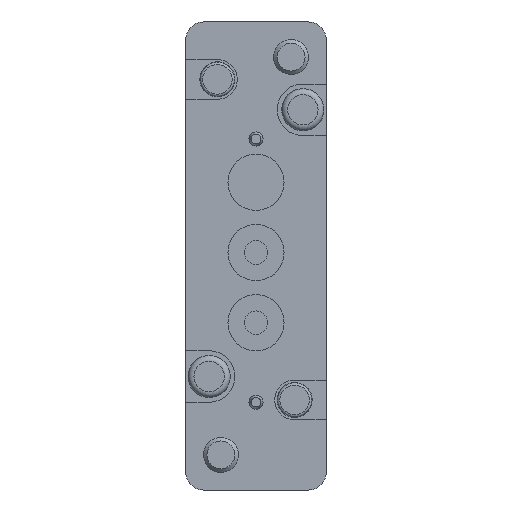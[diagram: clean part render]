
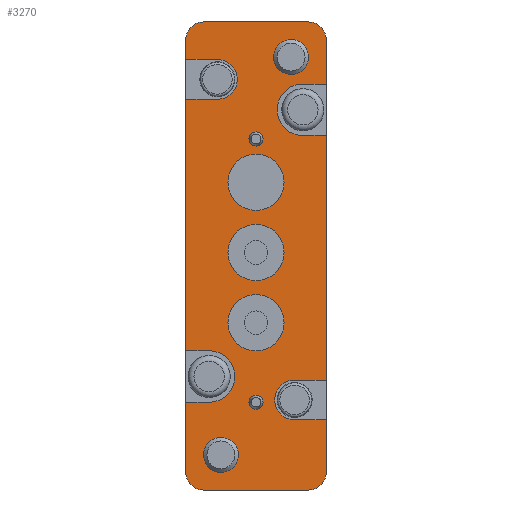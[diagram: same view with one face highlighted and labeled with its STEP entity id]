
A CAD part, front view. The second image highlights one B-rep face of the part: STEP entity #3270.
In plain terms, the highlighted planar face has unit normal (0, -1, 0).
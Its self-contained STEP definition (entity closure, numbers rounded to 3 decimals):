
#108=CIRCLE('',#3502,2.4);
#109=CIRCLE('',#3503,2.4);
#110=CIRCLE('',#3504,2.4);
#111=CIRCLE('',#3505,0.6);
#112=CIRCLE('',#3506,0.6);
#113=CIRCLE('',#3507,1.5);
#114=CIRCLE('',#3508,1.5);
#115=CIRCLE('',#3509,1.7);
#116=CIRCLE('',#3510,2.2);
#117=CIRCLE('',#3511,1.5);
#118=CIRCLE('',#3512,1.5);
#119=CIRCLE('',#3513,1.7);
#120=CIRCLE('',#3514,2.2);
#121=CIRCLE('',#3515,1.5);
#122=CIRCLE('',#3516,1.5);
#367=ORIENTED_EDGE('',*,*,#1286,.F.);
#368=ORIENTED_EDGE('',*,*,#1287,.F.);
#369=ORIENTED_EDGE('',*,*,#1288,.F.);
#370=ORIENTED_EDGE('',*,*,#1289,.F.);
#371=ORIENTED_EDGE('',*,*,#1290,.F.);
#372=ORIENTED_EDGE('',*,*,#1291,.T.);
#373=ORIENTED_EDGE('',*,*,#1246,.F.);
#374=ORIENTED_EDGE('',*,*,#1292,.F.);
#375=ORIENTED_EDGE('',*,*,#1293,.F.);
#376=ORIENTED_EDGE('',*,*,#1294,.F.);
#377=ORIENTED_EDGE('',*,*,#1274,.F.);
#378=ORIENTED_EDGE('',*,*,#1295,.T.);
#379=ORIENTED_EDGE('',*,*,#1296,.T.);
#380=ORIENTED_EDGE('',*,*,#1297,.T.);
#381=ORIENTED_EDGE('',*,*,#1270,.F.);
#382=ORIENTED_EDGE('',*,*,#1298,.T.);
#383=ORIENTED_EDGE('',*,*,#1299,.T.);
#384=ORIENTED_EDGE('',*,*,#1300,.T.);
#385=ORIENTED_EDGE('',*,*,#1266,.F.);
#386=ORIENTED_EDGE('',*,*,#1301,.F.);
#387=ORIENTED_EDGE('',*,*,#1302,.F.);
#388=ORIENTED_EDGE('',*,*,#1303,.F.);
#389=ORIENTED_EDGE('',*,*,#1232,.F.);
#390=ORIENTED_EDGE('',*,*,#1304,.T.);
#391=ORIENTED_EDGE('',*,*,#1305,.T.);
#392=ORIENTED_EDGE('',*,*,#1306,.T.);
#393=ORIENTED_EDGE('',*,*,#1228,.F.);
#394=ORIENTED_EDGE('',*,*,#1307,.T.);
#395=ORIENTED_EDGE('',*,*,#1308,.T.);
#396=ORIENTED_EDGE('',*,*,#1309,.F.);
#397=ORIENTED_EDGE('',*,*,#1310,.F.);
#1228=EDGE_CURVE('',#1683,#1684,#2002,.T.);
#1232=EDGE_CURVE('',#1687,#1688,#2006,.T.);
#1246=EDGE_CURVE('',#1701,#1681,#2018,.T.);
#1266=EDGE_CURVE('',#1720,#1721,#2037,.T.);
#1270=EDGE_CURVE('',#1724,#1725,#2041,.T.);
#1274=EDGE_CURVE('',#1728,#1729,#2045,.T.);
#1286=EDGE_CURVE('',#1740,#1740,#108,.T.);
#1287=EDGE_CURVE('',#1741,#1741,#109,.T.);
#1288=EDGE_CURVE('',#1742,#1742,#110,.T.);
#1289=EDGE_CURVE('',#1743,#1743,#111,.F.);
#1290=EDGE_CURVE('',#1744,#1744,#112,.F.);
#1291=EDGE_CURVE('',#1745,#1681,#2055,.T.);
#1292=EDGE_CURVE('',#1746,#1701,#113,.T.);
#1293=EDGE_CURVE('',#1747,#1746,#2056,.T.);
#1294=EDGE_CURVE('',#1729,#1747,#114,.T.);
#1295=EDGE_CURVE('',#1728,#1748,#2057,.T.);
#1296=EDGE_CURVE('',#1748,#1749,#115,.T.);
#1297=EDGE_CURVE('',#1749,#1725,#2058,.T.);
#1298=EDGE_CURVE('',#1724,#1750,#2059,.T.);
#1299=EDGE_CURVE('',#1750,#1751,#116,.T.);
#1300=EDGE_CURVE('',#1751,#1721,#2060,.T.);
#1301=EDGE_CURVE('',#1752,#1720,#117,.T.);
#1302=EDGE_CURVE('',#1753,#1752,#2061,.T.);
#1303=EDGE_CURVE('',#1688,#1753,#118,.T.);
#1304=EDGE_CURVE('',#1687,#1754,#2062,.T.);
#1305=EDGE_CURVE('',#1754,#1755,#119,.T.);
#1306=EDGE_CURVE('',#1755,#1684,#2063,.T.);
#1307=EDGE_CURVE('',#1683,#1756,#2064,.T.);
#1308=EDGE_CURVE('',#1756,#1745,#120,.T.);
#1309=EDGE_CURVE('',#1757,#1757,#121,.F.);
#1310=EDGE_CURVE('',#1758,#1758,#122,.F.);
#1681=VERTEX_POINT('',#4928);
#1683=VERTEX_POINT('',#4932);
#1684=VERTEX_POINT('',#4934);
#1687=VERTEX_POINT('',#4940);
#1688=VERTEX_POINT('',#4942);
#1701=VERTEX_POINT('',#4968);
#1720=VERTEX_POINT('',#5008);
#1721=VERTEX_POINT('',#5010);
#1724=VERTEX_POINT('',#5016);
#1725=VERTEX_POINT('',#5018);
#1728=VERTEX_POINT('',#5024);
#1729=VERTEX_POINT('',#5026);
#1740=VERTEX_POINT('',#5050);
#1741=VERTEX_POINT('',#5052);
#1742=VERTEX_POINT('',#5054);
#1743=VERTEX_POINT('',#5056);
#1744=VERTEX_POINT('',#5058);
#1745=VERTEX_POINT('',#5060);
#1746=VERTEX_POINT('',#5062);
#1747=VERTEX_POINT('',#5064);
#1748=VERTEX_POINT('',#5067);
#1749=VERTEX_POINT('',#5069);
#1750=VERTEX_POINT('',#5072);
#1751=VERTEX_POINT('',#5074);
#1752=VERTEX_POINT('',#5077);
#1753=VERTEX_POINT('',#5079);
#1754=VERTEX_POINT('',#5082);
#1755=VERTEX_POINT('',#5084);
#1756=VERTEX_POINT('',#5087);
#1757=VERTEX_POINT('',#5090);
#1758=VERTEX_POINT('',#5092);
#2002=LINE('',#4933,#2359);
#2006=LINE('',#4941,#2363);
#2018=LINE('',#4969,#2375);
#2037=LINE('',#5009,#2394);
#2041=LINE('',#5017,#2398);
#2045=LINE('',#5025,#2402);
#2055=LINE('',#5059,#2412);
#2056=LINE('',#5063,#2413);
#2057=LINE('',#5066,#2414);
#2058=LINE('',#5070,#2415);
#2059=LINE('',#5071,#2416);
#2060=LINE('',#5075,#2417);
#2061=LINE('',#5078,#2418);
#2062=LINE('',#5081,#2419);
#2063=LINE('',#5085,#2420);
#2064=LINE('',#5086,#2421);
#2359=VECTOR('',#3911,1000.);
#2363=VECTOR('',#3915,1000.);
#2375=VECTOR('',#3931,1000.);
#2394=VECTOR('',#3954,1000.);
#2398=VECTOR('',#3958,1000.);
#2402=VECTOR('',#3962,1000.);
#2412=VECTOR('',#3988,1000.);
#2413=VECTOR('',#3991,1000.);
#2414=VECTOR('',#3994,1000.);
#2415=VECTOR('',#3997,1000.);
#2416=VECTOR('',#3998,1000.);
#2417=VECTOR('',#4001,1000.);
#2418=VECTOR('',#4004,1000.);
#2419=VECTOR('',#4007,1000.);
#2420=VECTOR('',#4010,1000.);
#2421=VECTOR('',#4011,1000.);
#2654=EDGE_LOOP('',(#367));
#2655=EDGE_LOOP('',(#368));
#2656=EDGE_LOOP('',(#369));
#2657=EDGE_LOOP('',(#370));
#2658=EDGE_LOOP('',(#371));
#2659=EDGE_LOOP('',(#372,#373,#374,#375,#376,#377,#378,#379,#380,#381,#382,
#383,#384,#385,#386,#387,#388,#389,#390,#391,#392,#393,#394,#395));
#2660=EDGE_LOOP('',(#396));
#2661=EDGE_LOOP('',(#397));
#2897=FACE_BOUND('',#2654,.T.);
#2898=FACE_BOUND('',#2655,.T.);
#2899=FACE_BOUND('',#2656,.T.);
#2900=FACE_BOUND('',#2657,.T.);
#2901=FACE_BOUND('',#2658,.T.);
#2902=FACE_BOUND('',#2659,.T.);
#2903=FACE_BOUND('',#2660,.T.);
#2904=FACE_BOUND('',#2661,.T.);
#3131=PLANE('',#3501);
#3270=ADVANCED_FACE('',(#2897,#2898,#2899,#2900,#2901,#2902,#2903,#2904),
#3131,.F.);
#3501=AXIS2_PLACEMENT_3D('',#5048,#3976,#3977);
#3502=AXIS2_PLACEMENT_3D('',#5049,#3978,#3979);
#3503=AXIS2_PLACEMENT_3D('',#5051,#3980,#3981);
#3504=AXIS2_PLACEMENT_3D('',#5053,#3982,#3983);
#3505=AXIS2_PLACEMENT_3D('',#5055,#3984,#3985);
#3506=AXIS2_PLACEMENT_3D('',#5057,#3986,#3987);
#3507=AXIS2_PLACEMENT_3D('',#5061,#3989,#3990);
#3508=AXIS2_PLACEMENT_3D('',#5065,#3992,#3993);
#3509=AXIS2_PLACEMENT_3D('',#5068,#3995,#3996);
#3510=AXIS2_PLACEMENT_3D('',#5073,#3999,#4000);
#3511=AXIS2_PLACEMENT_3D('',#5076,#4002,#4003);
#3512=AXIS2_PLACEMENT_3D('',#5080,#4005,#4006);
#3513=AXIS2_PLACEMENT_3D('',#5083,#4008,#4009);
#3514=AXIS2_PLACEMENT_3D('',#5088,#4012,#4013);
#3515=AXIS2_PLACEMENT_3D('',#5089,#4014,#4015);
#3516=AXIS2_PLACEMENT_3D('',#5091,#4016,#4017);
#3911=DIRECTION('',(0.,0.,1.));
#3915=DIRECTION('',(0.,0.,1.));
#3931=DIRECTION('',(0.,0.,1.));
#3954=DIRECTION('',(0.,0.,-1.));
#3958=DIRECTION('',(0.,0.,-1.));
#3962=DIRECTION('',(0.,0.,-1.));
#3976=DIRECTION('',(0.,1.,0.));
#3977=DIRECTION('',(0.,0.,1.));
#3978=DIRECTION('',(0.,-1.,0.));
#3979=DIRECTION('',(0.,0.,-1.));
#3980=DIRECTION('',(0.,-1.,0.));
#3981=DIRECTION('',(0.,0.,-1.));
#3982=DIRECTION('',(0.,-1.,0.));
#3983=DIRECTION('',(0.,0.,-1.));
#3984=DIRECTION('',(0.,1.,0.));
#3985=DIRECTION('',(0.,0.,1.));
#3986=DIRECTION('',(0.,1.,0.));
#3987=DIRECTION('',(0.,0.,1.));
#3988=DIRECTION('',(-1.,0.,0.));
#3989=DIRECTION('',(0.,1.,0.));
#3990=DIRECTION('',(1.,0.,0.));
#3991=DIRECTION('',(-1.,0.,0.));
#3992=DIRECTION('',(0.,1.,0.));
#3993=DIRECTION('',(1.,0.,0.));
#3994=DIRECTION('',(-1.,0.,0.));
#3995=DIRECTION('',(0.,1.,0.));
#3996=DIRECTION('',(1.,0.,0.));
#3997=DIRECTION('',(1.,0.,0.));
#3998=DIRECTION('',(-1.,0.,0.));
#3999=DIRECTION('',(0.,1.,0.));
#4000=DIRECTION('',(1.,0.,0.));
#4001=DIRECTION('',(1.,0.,0.));
#4002=DIRECTION('',(0.,1.,0.));
#4003=DIRECTION('',(1.,0.,0.));
#4004=DIRECTION('',(1.,0.,0.));
#4005=DIRECTION('',(0.,1.,0.));
#4006=DIRECTION('',(1.,0.,0.));
#4007=DIRECTION('',(1.,0.,0.));
#4008=DIRECTION('',(0.,1.,0.));
#4009=DIRECTION('',(1.,0.,0.));
#4010=DIRECTION('',(-1.,0.,0.));
#4011=DIRECTION('',(1.,0.,0.));
#4012=DIRECTION('',(0.,1.,0.));
#4013=DIRECTION('',(1.,0.,0.));
#4014=DIRECTION('',(0.,1.,0.));
#4015=DIRECTION('',(0.,0.,1.));
#4016=DIRECTION('',(0.,1.,0.));
#4017=DIRECTION('',(0.,0.,1.));
#4928=CARTESIAN_POINT('',(-6.,0.,-12.5));
#4932=CARTESIAN_POINT('',(-6.,0.,-8.1));
#4933=CARTESIAN_POINT('',(-6.,0.,-20.));
#4934=CARTESIAN_POINT('',(-6.,0.,13.4));
#4940=CARTESIAN_POINT('',(-6.,0.,16.8));
#4941=CARTESIAN_POINT('',(-6.,0.,-20.));
#4942=CARTESIAN_POINT('',(-6.,0.,18.5));
#4968=CARTESIAN_POINT('',(-6.,0.,-18.5));
#4969=CARTESIAN_POINT('',(-6.,0.,-20.));
#5008=CARTESIAN_POINT('',(6.,0.,18.5));
#5009=CARTESIAN_POINT('',(6.,0.,20.));
#5010=CARTESIAN_POINT('',(6.,0.,14.7));
#5016=CARTESIAN_POINT('',(6.,0.,10.3));
#5017=CARTESIAN_POINT('',(6.,0.,20.));
#5018=CARTESIAN_POINT('',(6.,0.,-10.6));
#5024=CARTESIAN_POINT('',(6.,0.,-14.));
#5025=CARTESIAN_POINT('',(6.,0.,20.));
#5026=CARTESIAN_POINT('',(6.,0.,-18.5));
#5048=CARTESIAN_POINT('',(0.,0.,0.));
#5049=CARTESIAN_POINT('',(0.,0.,6.3));
#5050=CARTESIAN_POINT('',(0.,0.,3.9));
#5051=CARTESIAN_POINT('',(0.,0.,-5.7));
#5052=CARTESIAN_POINT('',(0.,0.,-8.1));
#5053=CARTESIAN_POINT('',(0.,0.,0.3));
#5054=CARTESIAN_POINT('',(0.,0.,-2.1));
#5055=CARTESIAN_POINT('',(0.,0.,-12.5));
#5056=CARTESIAN_POINT('',(0.,0.,-11.9));
#5057=CARTESIAN_POINT('',(0.,0.,10.));
#5058=CARTESIAN_POINT('',(0.,0.,10.6));
#5059=CARTESIAN_POINT('',(-4.,0.,-12.5));
#5060=CARTESIAN_POINT('',(-4.,0.,-12.5));
#5061=CARTESIAN_POINT('',(-4.5,0.,-18.5));
#5062=CARTESIAN_POINT('',(-4.5,0.,-20.));
#5063=CARTESIAN_POINT('',(6.,0.,-20.));
#5064=CARTESIAN_POINT('',(4.5,0.,-20.));
#5065=CARTESIAN_POINT('',(4.5,0.,-18.5));
#5066=CARTESIAN_POINT('',(6.,0.,-14.));
#5067=CARTESIAN_POINT('',(3.3,0.,-14.));
#5068=CARTESIAN_POINT('',(3.3,0.,-12.3));
#5069=CARTESIAN_POINT('',(3.3,0.,-10.6));
#5070=CARTESIAN_POINT('',(3.3,0.,-10.6));
#5071=CARTESIAN_POINT('',(6.,0.,10.3));
#5072=CARTESIAN_POINT('',(4.,0.,10.3));
#5073=CARTESIAN_POINT('',(4.,0.,12.5));
#5074=CARTESIAN_POINT('',(4.,0.,14.7));
#5075=CARTESIAN_POINT('',(4.,0.,14.7));
#5076=CARTESIAN_POINT('',(4.5,0.,18.5));
#5077=CARTESIAN_POINT('',(4.5,0.,20.));
#5078=CARTESIAN_POINT('',(-6.,0.,20.));
#5079=CARTESIAN_POINT('',(-4.5,0.,20.));
#5080=CARTESIAN_POINT('',(-4.5,0.,18.5));
#5081=CARTESIAN_POINT('',(-6.,0.,16.8));
#5082=CARTESIAN_POINT('',(-3.3,0.,16.8));
#5083=CARTESIAN_POINT('',(-3.3,0.,15.1));
#5084=CARTESIAN_POINT('',(-3.3,0.,13.4));
#5085=CARTESIAN_POINT('',(-3.3,0.,13.4));
#5086=CARTESIAN_POINT('',(-6.,0.,-8.1));
#5087=CARTESIAN_POINT('',(-4.,0.,-8.1));
#5088=CARTESIAN_POINT('',(-4.,0.,-10.3));
#5089=CARTESIAN_POINT('',(-3.,0.,-17.));
#5090=CARTESIAN_POINT('',(-3.,0.,-15.5));
#5091=CARTESIAN_POINT('',(3.,0.,17.));
#5092=CARTESIAN_POINT('',(3.,0.,18.5));
